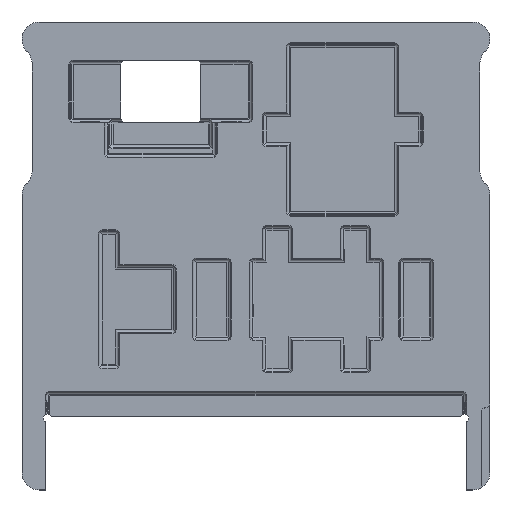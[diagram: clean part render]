
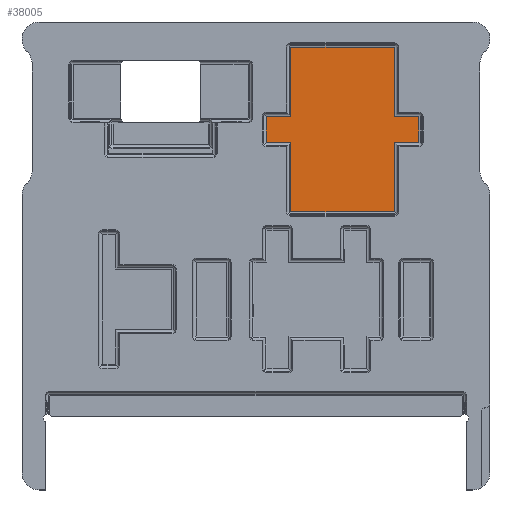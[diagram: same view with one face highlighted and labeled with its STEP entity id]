
A CAD part, top view. The second image highlights one B-rep face of the part: STEP entity #38005.
In plain terms, the highlighted planar face has unit normal (0, 0, 1).
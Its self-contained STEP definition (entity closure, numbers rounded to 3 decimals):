
#8530 = VERTEX_POINT('',#8531);
#8531 = CARTESIAN_POINT('',(1.2,16.1,
    0.6));
#9442 = VERTEX_POINT('',#9443);
#9443 = CARTESIAN_POINT('',(1.2,13.1,
    0.6));
#36472 = VERTEX_POINT('',#36473);
#36473 = CARTESIAN_POINT('',(4.,5.1,0.6));
#36715 = VERTEX_POINT('',#36716);
#36716 = CARTESIAN_POINT('',(4.,13.1,0.6));
#36731 = EDGE_CURVE('',#36715,#36472,#36732,.T.);
#36732 = LINE('',#36733,#36734);
#36733 = CARTESIAN_POINT('',(4.,13.1,0.6));
#36734 = VECTOR('',#36735,1.);
#36735 = DIRECTION('',(0.,-1.,0.));
#36748 = VERTEX_POINT('',#36749);
#36749 = CARTESIAN_POINT('',(16.,24.1,0.6));
#37365 = EDGE_CURVE('',#36748,#37366,#37368,.T.);
#37366 = VERTEX_POINT('',#37367);
#37367 = CARTESIAN_POINT('',(16.,16.1,0.6));
#37368 = LINE('',#37369,#37370);
#37369 = CARTESIAN_POINT('',(16.,24.1,0.6));
#37370 = VECTOR('',#37371,1.);
#37371 = DIRECTION('',(0.,-1.,0.));
#37389 = VERTEX_POINT('',#37390);
#37390 = CARTESIAN_POINT('',(18.8,16.1,
    0.6));
#37979 = EDGE_CURVE('',#37980,#37389,#37982,.T.);
#37980 = VERTEX_POINT('',#37981);
#37981 = CARTESIAN_POINT('',(18.8,13.1,
    0.6));
#37982 = LINE('',#37983,#37984);
#37983 = CARTESIAN_POINT('',(18.8,13.1,
    0.6));
#37984 = VECTOR('',#37985,1.);
#37985 = DIRECTION('',(0.,1.,0.));
#38005 = ADVANCED_FACE('',(#38006),#38073,.T.);
#38006 = FACE_BOUND('',#38007,.T.);
#38007 = EDGE_LOOP('',(#38008,#38014,#38015,#38023,#38031,#38037,#38043,
    #38049,#38050,#38058,#38066,#38072));
#38008 = ORIENTED_EDGE('',*,*,#38009,.T.);
#38009 = EDGE_CURVE('',#37389,#37366,#38010,.T.);
#38010 = LINE('',#38011,#38012);
#38011 = CARTESIAN_POINT('',(18.8,16.1,
    0.6));
#38012 = VECTOR('',#38013,1.);
#38013 = DIRECTION('',(-1.,0.,0.));
#38014 = ORIENTED_EDGE('',*,*,#37365,.F.);
#38015 = ORIENTED_EDGE('',*,*,#38016,.T.);
#38016 = EDGE_CURVE('',#36748,#38017,#38019,.T.);
#38017 = VERTEX_POINT('',#38018);
#38018 = CARTESIAN_POINT('',(4.,24.1,0.6));
#38019 = LINE('',#38020,#38021);
#38020 = CARTESIAN_POINT('',(16.,24.1,0.6));
#38021 = VECTOR('',#38022,1.);
#38022 = DIRECTION('',(-1.,0.,0.));
#38023 = ORIENTED_EDGE('',*,*,#38024,.T.);
#38024 = EDGE_CURVE('',#38017,#38025,#38027,.T.);
#38025 = VERTEX_POINT('',#38026);
#38026 = CARTESIAN_POINT('',(4.,16.1,0.6));
#38027 = LINE('',#38028,#38029);
#38028 = CARTESIAN_POINT('',(4.,24.1,0.6));
#38029 = VECTOR('',#38030,1.);
#38030 = DIRECTION('',(0.,-1.,0.));
#38031 = ORIENTED_EDGE('',*,*,#38032,.T.);
#38032 = EDGE_CURVE('',#38025,#8530,#38033,.T.);
#38033 = LINE('',#38034,#38035);
#38034 = CARTESIAN_POINT('',(4.,16.1,0.6));
#38035 = VECTOR('',#38036,1.);
#38036 = DIRECTION('',(-1.,0.,0.));
#38037 = ORIENTED_EDGE('',*,*,#38038,.T.);
#38038 = EDGE_CURVE('',#8530,#9442,#38039,.T.);
#38039 = LINE('',#38040,#38041);
#38040 = CARTESIAN_POINT('',(1.2,16.1,
    0.6));
#38041 = VECTOR('',#38042,1.);
#38042 = DIRECTION('',(0.,-1.,0.));
#38043 = ORIENTED_EDGE('',*,*,#38044,.T.);
#38044 = EDGE_CURVE('',#9442,#36715,#38045,.T.);
#38045 = LINE('',#38046,#38047);
#38046 = CARTESIAN_POINT('',(1.2,13.1,
    0.6));
#38047 = VECTOR('',#38048,1.);
#38048 = DIRECTION('',(1.,0.,0.));
#38049 = ORIENTED_EDGE('',*,*,#36731,.T.);
#38050 = ORIENTED_EDGE('',*,*,#38051,.T.);
#38051 = EDGE_CURVE('',#36472,#38052,#38054,.T.);
#38052 = VERTEX_POINT('',#38053);
#38053 = CARTESIAN_POINT('',(16.,5.1,0.6));
#38054 = LINE('',#38055,#38056);
#38055 = CARTESIAN_POINT('',(4.,5.1,0.6));
#38056 = VECTOR('',#38057,1.);
#38057 = DIRECTION('',(1.,0.,0.));
#38058 = ORIENTED_EDGE('',*,*,#38059,.F.);
#38059 = EDGE_CURVE('',#38060,#38052,#38062,.T.);
#38060 = VERTEX_POINT('',#38061);
#38061 = CARTESIAN_POINT('',(16.,13.1,0.6));
#38062 = LINE('',#38063,#38064);
#38063 = CARTESIAN_POINT('',(16.,13.1,0.6));
#38064 = VECTOR('',#38065,1.);
#38065 = DIRECTION('',(0.,-1.,0.));
#38066 = ORIENTED_EDGE('',*,*,#38067,.T.);
#38067 = EDGE_CURVE('',#38060,#37980,#38068,.T.);
#38068 = LINE('',#38069,#38070);
#38069 = CARTESIAN_POINT('',(16.,13.1,0.6));
#38070 = VECTOR('',#38071,1.);
#38071 = DIRECTION('',(1.,0.,0.));
#38072 = ORIENTED_EDGE('',*,*,#37979,.T.);
#38073 = PLANE('',#38074);
#38074 = AXIS2_PLACEMENT_3D('',#38075,#38076,#38077);
#38075 = CARTESIAN_POINT('',(10.,14.6,0.6));
#38076 = DIRECTION('',(0.,0.,1.));
#38077 = DIRECTION('',(1.,0.,0.));
